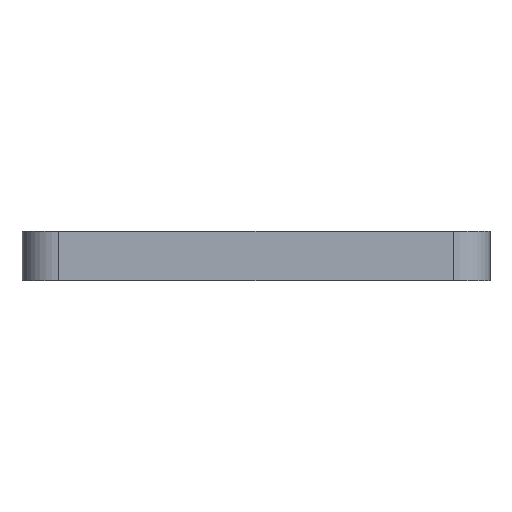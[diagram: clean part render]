
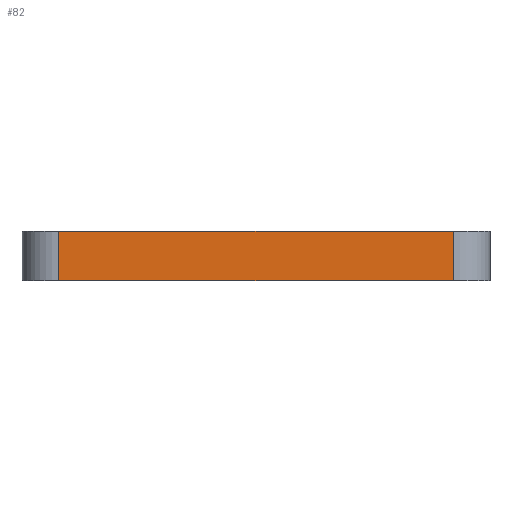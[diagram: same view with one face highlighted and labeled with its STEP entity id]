
A CAD part, left-side view. The second image highlights one B-rep face of the part: STEP entity #82.
In plain terms, the highlighted planar face has unit normal (-1, 0, 0).
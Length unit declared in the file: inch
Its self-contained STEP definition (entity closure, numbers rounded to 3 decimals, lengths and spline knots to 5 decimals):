
#35 = DIRECTION ( 'NONE',  ( 0., 0., 1. ) ) ;
#44 = CARTESIAN_POINT ( 'NONE',  ( -2.25, -1.5, 0.15748 ) ) ;
#48 = VERTEX_POINT ( 'NONE', #1168 ) ;
#81 = DIRECTION ( 'NONE',  ( 0., -1., 0. ) ) ;
#82 = ADVANCED_FACE ( 'NONE', ( #516 ), #900, .F. ) ;
#104 = DIRECTION ( 'NONE',  ( 0., -1., 0. ) ) ;
#134 = VECTOR ( 'NONE', #104, 39.37008 ) ;
#180 = CARTESIAN_POINT ( 'NONE',  ( -2.25, -1.5, 0.15748 ) ) ;
#206 = ORIENTED_EDGE ( 'NONE', *, *, #996, .T. ) ;
#207 = DIRECTION ( 'NONE',  ( 0., 0., -1. ) ) ;
#263 = VECTOR ( 'NONE', #207, 39.37008 ) ;
#280 = VERTEX_POINT ( 'NONE', #1066 ) ;
#339 = CARTESIAN_POINT ( 'NONE',  ( -2.25, 1.26378, 0.15748 ) ) ;
#475 = DIRECTION ( 'NONE',  ( 0., 0., -1. ) ) ;
#503 = EDGE_CURVE ( 'NONE', #720, #280, #555, .T. ) ;
#507 = ORIENTED_EDGE ( 'NONE', *, *, #503, .T. ) ;
#511 = CARTESIAN_POINT ( 'NONE',  ( -2.25, -1.26378, 0.15748 ) ) ;
#516 = FACE_OUTER_BOUND ( 'NONE', #525, .T. ) ;
#525 = EDGE_LOOP ( 'NONE', ( #1139, #206, #899, #507 ) ) ;
#555 = LINE ( 'NONE', #940, #263 ) ;
#599 = CARTESIAN_POINT ( 'NONE',  ( -2.25, -1.26378, 0.15748 ) ) ;
#624 = AXIS2_PLACEMENT_3D ( 'NONE', #44, #747, #475 ) ;
#708 = EDGE_CURVE ( 'NONE', #280, #48, #941, .T. ) ;
#720 = VERTEX_POINT ( 'NONE', #339 ) ;
#747 = DIRECTION ( 'NONE',  ( 1., 0., 0. ) ) ;
#887 = LINE ( 'NONE', #599, #1143 ) ;
#899 = ORIENTED_EDGE ( 'NONE', *, *, #931, .F. ) ;
#900 = PLANE ( 'NONE',  #624 ) ;
#931 = EDGE_CURVE ( 'NONE', #720, #988, #1031, .T. ) ;
#934 = CARTESIAN_POINT ( 'NONE',  ( -2.25, -1.5, -0.15748 ) ) ;
#940 = CARTESIAN_POINT ( 'NONE',  ( -2.25, 1.26378, 0.15748 ) ) ;
#941 = LINE ( 'NONE', #934, #947 ) ;
#947 = VECTOR ( 'NONE', #81, 39.37008 ) ;
#988 = VERTEX_POINT ( 'NONE', #511 ) ;
#996 = EDGE_CURVE ( 'NONE', #48, #988, #887, .T. ) ;
#1031 = LINE ( 'NONE', #180, #134 ) ;
#1066 = CARTESIAN_POINT ( 'NONE',  ( -2.25, 1.26378, -0.15748 ) ) ;
#1139 = ORIENTED_EDGE ( 'NONE', *, *, #708, .T. ) ;
#1143 = VECTOR ( 'NONE', #35, 39.37008 ) ;
#1168 = CARTESIAN_POINT ( 'NONE',  ( -2.25, -1.26378, -0.15748 ) ) ;
